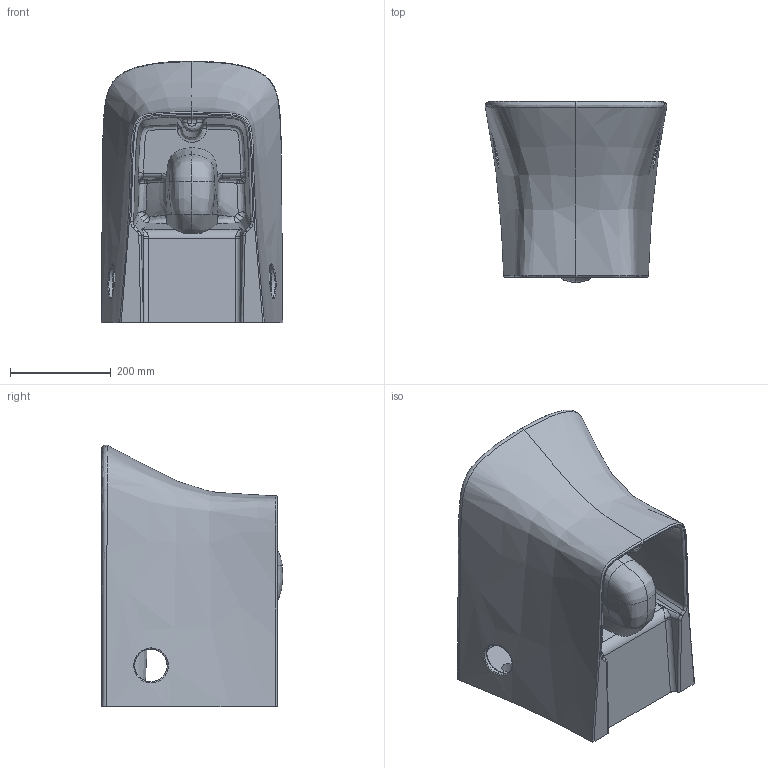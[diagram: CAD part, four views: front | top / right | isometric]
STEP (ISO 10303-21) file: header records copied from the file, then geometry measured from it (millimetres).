
FILE_DESCRIPTION((''),'2;1');
FILE_NAME('PRT_42407165_000','2021-11-08T11:55:08',('KUMARY1'),(''),'CREO PARAMETRIC BY PTC INC, 2020454','CREO PARAMETRIC BY PTC INC, 2020454','');
FILE_SCHEMA(('CONFIG_CONTROL_DESIGN'));
Products named in the file (1): PRT_42407165_000
Bounding box: 360.39 x 360.19 x 519.86 mm (x, y, z)
Volume: 11222715.7 mm3; surface area: 1826420.1 mm2
Topology: 1 solids, 2 shells, 450 faces, 1236 edges, 767 vertices
Faces by surface type: bspline 182, cylinder 96, plane 82, extrusion 74, torus 11, cone 3, sphere 2
Entity records: 46135 total; most frequent: CARTESIAN_POINT 36758, ORIENTED_EDGE 2460, EDGE_CURVE 1230, DIRECTION 1039, B_SPLINE_CURVE_WITH_KNOTS 847, VERTEX_POINT 767, EDGE_LOOP 503, FACE_OUTER_BOUND 450
